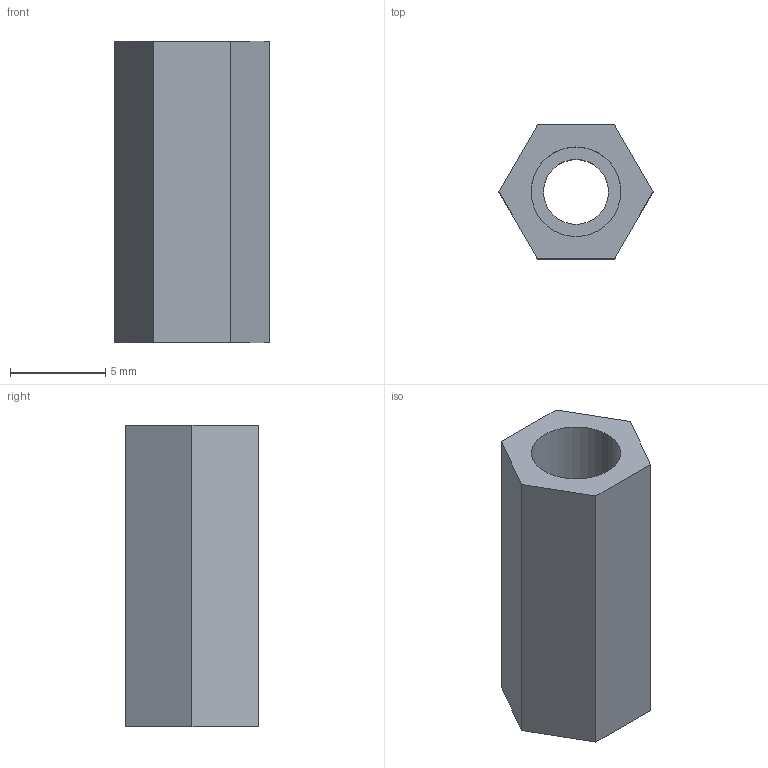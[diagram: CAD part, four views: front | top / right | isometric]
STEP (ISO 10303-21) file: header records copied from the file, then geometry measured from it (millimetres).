
FILE_DESCRIPTION (( 'STEP AP203' ), '1' );
FILE_NAME ('15.8mm_oct_spacer.STEP', '2024-04-27T12:31:48', ( '' ), ( '' ), 'SwSTEP 2.0', 'SolidWorks 2023', '' );
FILE_SCHEMA (( 'CONFIG_CONTROL_DESIGN' ));
Length unit declared in the file: millimetre
Products named in the file (1): 15.8mm_oct_spacer
Bounding box: 8.08 x 7 x 15.8 mm (x, y, z)
Volume: 444.3 mm3; surface area: 659.4 mm2
Topology: 1 solids, 1 shells, 16 faces, 36 edges, 24 vertices
Faces by surface type: plane 10, cylinder 6
Entity records: 533 total; most frequent: DIRECTION 82, CARTESIAN_POINT 77, ORIENTED_EDGE 72, EDGE_CURVE 36, AXIS2_PLACEMENT_3D 29, VECTOR 24, LINE 24, VERTEX_POINT 24
